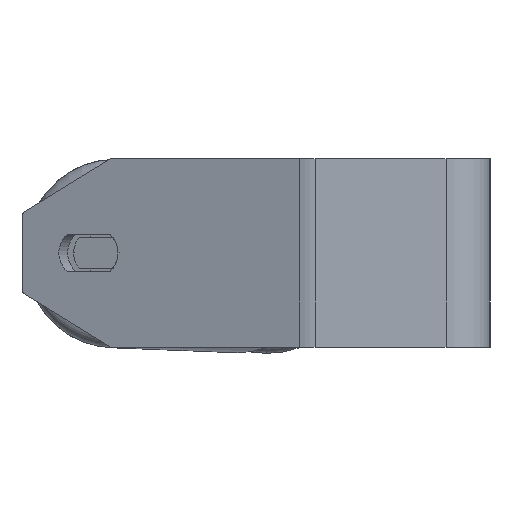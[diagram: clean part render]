
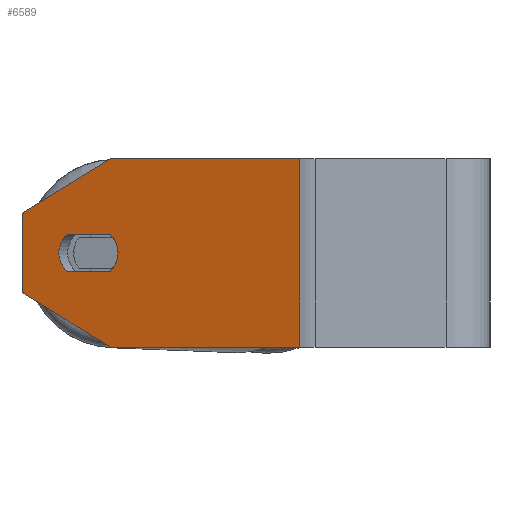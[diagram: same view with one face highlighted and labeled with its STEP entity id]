
A CAD part, left-side view. The second image highlights one B-rep face of the part: STEP entity #6589.
In plain terms, the highlighted planar face has unit normal (-0.94, 0.342, 0).
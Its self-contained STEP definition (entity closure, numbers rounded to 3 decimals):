
#52 = ORIENTED_EDGE ( 'NONE', *, *, #1748, .T. ) ;
#58 = CARTESIAN_POINT ( 'NONE',  ( -222.263, 134.356, -6. ) ) ;
#274 = DIRECTION ( 'NONE',  ( -0.342, -0.94, 0. ) ) ;
#475 = CARTESIAN_POINT ( 'NONE',  ( -227.222, 120.731, -30. ) ) ;
#564 = VERTEX_POINT ( 'NONE', #1590 ) ;
#666 = ORIENTED_EDGE ( 'NONE', *, *, #709, .F. ) ;
#675 = EDGE_CURVE ( 'NONE', #8222, #1151, #8369, .T. ) ;
#694 = EDGE_CURVE ( 'NONE', #1723, #3512, #2505, .T. ) ;
#709 = EDGE_CURVE ( 'NONE', #2453, #2465, #8287, .T. ) ;
#869 = EDGE_LOOP ( 'NONE', ( #7919, #8192, #52, #5881, #5133, #1578 ) ) ;
#1038 = CARTESIAN_POINT ( 'NONE',  ( -216.962, 148.922, -12.679 ) ) ;
#1074 = CARTESIAN_POINT ( 'NONE',  ( -227.222, 120.731, -30. ) ) ;
#1151 = VERTEX_POINT ( 'NONE', #475 ) ;
#1177 = DIRECTION ( 'NONE',  ( -0.94, 0.342, 0. ) ) ;
#1179 = CARTESIAN_POINT ( 'NONE',  ( -249.156, 60.469, 30. ) ) ;
#1208 = LINE ( 'NONE', #2553, #5112 ) ;
#1247 = DIRECTION ( 'NONE',  ( 0.342, 0.94, 0. ) ) ;
#1290 = CARTESIAN_POINT ( 'NONE',  ( -216.962, 148.922, -30. ) ) ;
#1578 = ORIENTED_EDGE ( 'NONE', *, *, #3852, .T. ) ;
#1590 = CARTESIAN_POINT ( 'NONE',  ( -249.156, 60.469, 30. ) ) ;
#1610 = ORIENTED_EDGE ( 'NONE', *, *, #694, .F. ) ;
#1723 = VERTEX_POINT ( 'NONE', #1940 ) ;
#1743 = CARTESIAN_POINT ( 'NONE',  ( -222.263, 134.356, 6. ) ) ;
#1748 = EDGE_CURVE ( 'NONE', #1151, #3905, #3227, .T. ) ;
#1921 = DIRECTION ( 'NONE',  ( 0., 0., -1. ) ) ;
#1940 = CARTESIAN_POINT ( 'NONE',  ( -227.051, 121.201, 6. ) ) ;
#2036 = ORIENTED_EDGE ( 'NONE', *, *, #4625, .F. ) ;
#2042 = VERTEX_POINT ( 'NONE', #4200 ) ;
#2274 = DIRECTION ( 'NONE',  ( -0.342, -0.94, 0. ) ) ;
#2453 = VERTEX_POINT ( 'NONE', #58 ) ;
#2462 = DIRECTION ( 'NONE',  ( -0.342, -0.94, 0. ) ) ;
#2465 = VERTEX_POINT ( 'NONE', #3271 ) ;
#2505 = LINE ( 'NONE', #4388, #3823 ) ;
#2549 = CARTESIAN_POINT ( 'NONE',  ( -227.051, 121.201, -6. ) ) ;
#2553 = CARTESIAN_POINT ( 'NONE',  ( -216.962, 148.922, 30. ) ) ;
#2562 = CARTESIAN_POINT ( 'NONE',  ( -227.222, 120.731, 30. ) ) ;
#2752 = VECTOR ( 'NONE', #1921, 1000. ) ;
#2764 = CIRCLE ( 'NONE', #4139, 7.5 ) ;
#2921 = DIRECTION ( 'NONE',  ( -0.94, 0.342, 0. ) ) ;
#3038 = ORIENTED_EDGE ( 'NONE', *, *, #6220, .F. ) ;
#3057 = CARTESIAN_POINT ( 'NONE',  ( -228.077, 118.382, 0. ) ) ;
#3073 = CARTESIAN_POINT ( 'NONE',  ( -225.512, 125.429, 0. ) ) ;
#3203 = DIRECTION ( 'NONE',  ( 0.342, 0.94, 0. ) ) ;
#3227 = LINE ( 'NONE', #1290, #5408 ) ;
#3271 = CARTESIAN_POINT ( 'NONE',  ( -227.051, 121.201, -6. ) ) ;
#3273 = VECTOR ( 'NONE', #4511, 1000. ) ;
#3428 = CIRCLE ( 'NONE', #5614, 7.5 ) ;
#3512 = VERTEX_POINT ( 'NONE', #1743 ) ;
#3665 = FACE_BOUND ( 'NONE', #5827, .T. ) ;
#3705 = CIRCLE ( 'NONE', #5884, 7.5 ) ;
#3821 = EDGE_CURVE ( 'NONE', #2465, #3990, #3705, .T. ) ;
#3823 = VECTOR ( 'NONE', #1247, 1000. ) ;
#3833 = DIRECTION ( 'NONE',  ( -0.342, -0.94, 0. ) ) ;
#3852 = EDGE_CURVE ( 'NONE', #5040, #2042, #6317, .T. ) ;
#3867 = AXIS2_PLACEMENT_3D ( 'NONE', #6956, #8329, #5042 ) ;
#3894 = LINE ( 'NONE', #1179, #2752 ) ;
#3905 = VERTEX_POINT ( 'NONE', #4130 ) ;
#3917 = DIRECTION ( 'NONE',  ( -0.342, -0.94, 0. ) ) ;
#3990 = VERTEX_POINT ( 'NONE', #3057 ) ;
#4130 = CARTESIAN_POINT ( 'NONE',  ( -249.156, 60.469, -30. ) ) ;
#4139 = AXIS2_PLACEMENT_3D ( 'NONE', #8260, #1177, #3203 ) ;
#4200 = CARTESIAN_POINT ( 'NONE',  ( -216.962, 148.922, 12.679 ) ) ;
#4388 = CARTESIAN_POINT ( 'NONE',  ( -227.051, 121.201, 6. ) ) ;
#4511 = DIRECTION ( 'NONE',  ( -0.296, -0.814, -0.5 ) ) ;
#4625 = EDGE_CURVE ( 'NONE', #3990, #1723, #3428, .T. ) ;
#4947 = EDGE_CURVE ( 'NONE', #564, #3905, #3894, .T. ) ;
#5040 = VERTEX_POINT ( 'NONE', #2562 ) ;
#5042 = DIRECTION ( 'NONE',  ( 0.342, 0.94, 0. ) ) ;
#5112 = VECTOR ( 'NONE', #3833, 1000. ) ;
#5133 = ORIENTED_EDGE ( 'NONE', *, *, #6622, .F. ) ;
#5195 = VECTOR ( 'NONE', #2462, 1000. ) ;
#5336 = CARTESIAN_POINT ( 'NONE',  ( -225.512, 125.429, 0. ) ) ;
#5396 = EDGE_CURVE ( 'NONE', #2042, #8222, #5808, .T. ) ;
#5408 = VECTOR ( 'NONE', #3917, 1000. ) ;
#5614 = AXIS2_PLACEMENT_3D ( 'NONE', #5336, #2921, #2274 ) ;
#5713 = FACE_OUTER_BOUND ( 'NONE', #869, .T. ) ;
#5718 = DIRECTION ( 'NONE',  ( 0., 0., -1. ) ) ;
#5808 = LINE ( 'NONE', #7859, #7682 ) ;
#5827 = EDGE_LOOP ( 'NONE', ( #666, #3038, #1610, #2036, #6902 ) ) ;
#5881 = ORIENTED_EDGE ( 'NONE', *, *, #4947, .F. ) ;
#5884 = AXIS2_PLACEMENT_3D ( 'NONE', #3073, #8293, #274 ) ;
#6220 = EDGE_CURVE ( 'NONE', #3512, #2453, #2764, .T. ) ;
#6317 = LINE ( 'NONE', #6913, #6463 ) ;
#6463 = VECTOR ( 'NONE', #7560, 1000. ) ;
#6589 = ADVANCED_FACE ( 'NONE', ( #3665, #5713 ), #7690, .F. ) ;
#6622 = EDGE_CURVE ( 'NONE', #5040, #564, #1208, .T. ) ;
#6902 = ORIENTED_EDGE ( 'NONE', *, *, #3821, .F. ) ;
#6913 = CARTESIAN_POINT ( 'NONE',  ( -216.962, 148.922, 12.679 ) ) ;
#6956 = CARTESIAN_POINT ( 'NONE',  ( -216.962, 148.922, 30. ) ) ;
#7560 = DIRECTION ( 'NONE',  ( 0.296, 0.814, -0.5 ) ) ;
#7682 = VECTOR ( 'NONE', #5718, 1000. ) ;
#7690 = PLANE ( 'NONE',  #3867 ) ;
#7859 = CARTESIAN_POINT ( 'NONE',  ( -216.962, 148.922, 30. ) ) ;
#7919 = ORIENTED_EDGE ( 'NONE', *, *, #5396, .T. ) ;
#8192 = ORIENTED_EDGE ( 'NONE', *, *, #675, .T. ) ;
#8222 = VERTEX_POINT ( 'NONE', #1038 ) ;
#8260 = CARTESIAN_POINT ( 'NONE',  ( -223.802, 130.128, 0. ) ) ;
#8287 = LINE ( 'NONE', #2549, #5195 ) ;
#8293 = DIRECTION ( 'NONE',  ( -0.94, 0.342, 0. ) ) ;
#8329 = DIRECTION ( 'NONE',  ( 0.94, -0.342, 0. ) ) ;
#8369 = LINE ( 'NONE', #1074, #3273 ) ;
